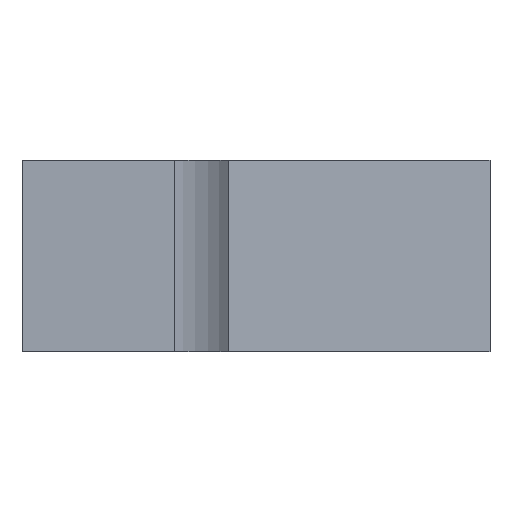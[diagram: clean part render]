
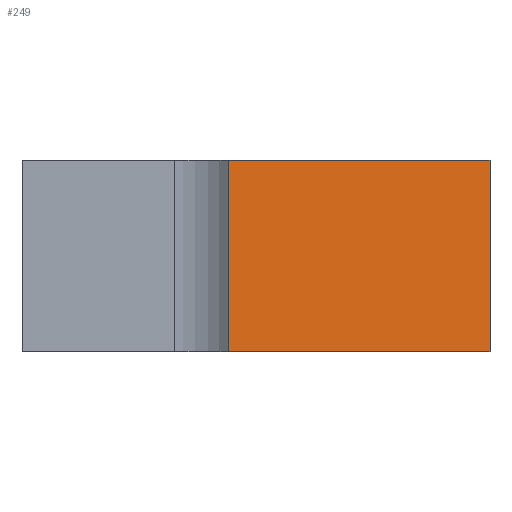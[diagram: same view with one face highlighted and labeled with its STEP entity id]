
A CAD part, left-side view. The second image highlights one B-rep face of the part: STEP entity #249.
In plain terms, the highlighted planar face has unit normal (-0.707, -0.707, 0).
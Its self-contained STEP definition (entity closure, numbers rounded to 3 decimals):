
#1=DIRECTION('',(0.707,-0.707,0.));
#2=VECTOR('',#1,29.);
#3=CARTESIAN_POINT('',(39.243,-4.243,0.));
#4=LINE('',#3,#2);
#55=DIRECTION('',(0.707,-0.707,0.));
#56=VECTOR('',#55,29.);
#57=CARTESIAN_POINT('',(39.243,-4.243,15.));
#58=LINE('',#57,#56);
#79=DIRECTION('',(0.,0.,1.));
#80=VECTOR('',#79,15.);
#81=CARTESIAN_POINT('',(59.749,-24.749,0.));
#82=LINE('',#81,#80);
#83=DIRECTION('',(0.,0.,1.));
#84=VECTOR('',#83,15.);
#85=CARTESIAN_POINT('',(39.243,-4.243,0.));
#86=LINE('',#85,#84);
#87=CARTESIAN_POINT('',(59.749,-24.749,0.));
#89=VERTEX_POINT('',#87);
#97=CARTESIAN_POINT('',(59.749,-24.749,15.));
#99=VERTEX_POINT('',#97);
#111=CARTESIAN_POINT('',(39.243,-4.243,0.));
#112=CARTESIAN_POINT('',(39.243,-4.243,15.));
#113=VERTEX_POINT('',#111);
#114=VERTEX_POINT('',#112);
#238=CARTESIAN_POINT('',(35.,0.,0.));
#239=DIRECTION('',(-0.707,-0.707,0.));
#240=DIRECTION('',(0.707,-0.707,0.));
#241=AXIS2_PLACEMENT_3D('',#238,#239,#240);
#242=PLANE('',#241);
#243=ORIENTED_EDGE('',*,*,#144,.T.);
#244=ORIENTED_EDGE('',*,*,#168,.T.);
#245=ORIENTED_EDGE('',*,*,#231,.F.);
#246=ORIENTED_EDGE('',*,*,#122,.F.);
#247=EDGE_LOOP('',(#243,#244,#245,#246));
#248=FACE_OUTER_BOUND('',#247,.F.);
#249=ADVANCED_FACE('',(#248),#242,.T.);
#122=EDGE_CURVE('',#113,#89,#4,.T.);
#144=EDGE_CURVE('',#113,#114,#86,.T.);
#168=EDGE_CURVE('',#114,#99,#58,.T.);
#231=EDGE_CURVE('',#89,#99,#82,.T.);
